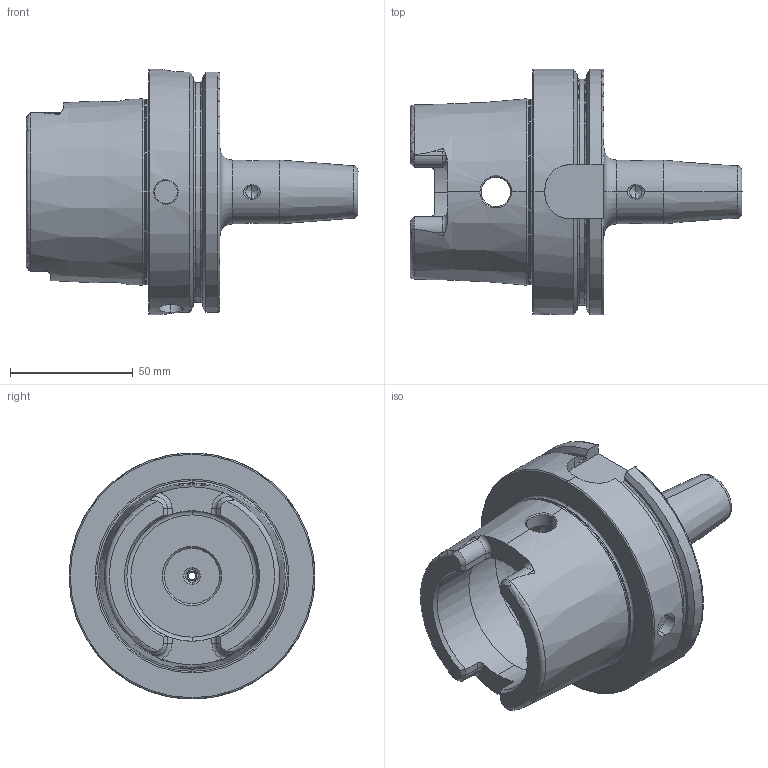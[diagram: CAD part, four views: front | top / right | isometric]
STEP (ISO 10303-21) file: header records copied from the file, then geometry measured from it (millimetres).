
FILE_DESCRIPTION (( 'STEP AP214' ), '1' );
FILE_NAME ('HA0.S08.K21.085.STEP', '2021-03-31T13:45:39', ( '' ), ( '' ), 'SwSTEP 2.0', 'SolidWorks 2017', '' );
FILE_SCHEMA (( 'AUTOMOTIVE_DESIGN' ));
Length unit declared in the file: millimetre
Products named in the file (4): HA0-S08.K21.085_C_Fertigbearbeitung; ERU-CJ2.001.006; ERU-AN2.K01.016_A; HA0.S08.K21.085
Assembly tree (4 placements, depth 2):
  HA0.S08.K21.085
    HA0-S08.K21.085_C_Fertigbearbeitung
    ERU-AN2.K01.016_A
    ERU-CJ2.001.006  x2
Bounding box: 134.98 x 100 x 100 mm (x, y, z)
Volume: 276903.6 mm3; surface area: 56768.4 mm2
Topology: 4 solids, 4 shells, 299 faces, 746 edges, 450 vertices
Faces by surface type: plane 95, cylinder 86, cone 73, torus 41, bspline 4
Entity records: 11797 total; most frequent: CARTESIAN_POINT 3623, ORIENTED_EDGE 1400, DIRECTION 1362, EDGE_CURVE 700, AXIS2_PLACEMENT_3D 539, VERTEX_POINT 430, EDGE_LOOP 304, FACE_OUTER_BOUND 284
